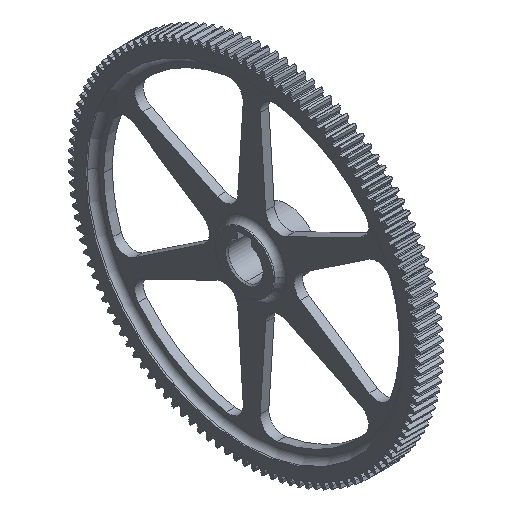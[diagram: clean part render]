
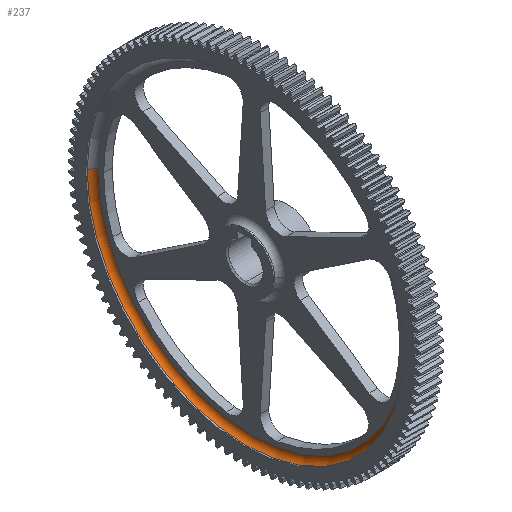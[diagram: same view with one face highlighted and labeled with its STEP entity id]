
A CAD part, isometric view. The second image highlights one B-rep face of the part: STEP entity #237.
In plain terms, the highlighted toroidal (fillet/blend) face has major radius 53 mm and minor radius 2 mm.
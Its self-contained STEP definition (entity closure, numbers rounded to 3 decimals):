
#185=CARTESIAN_POINT('Vertex',(2.5,53.,0.)) ;
#187=CARTESIAN_POINT('Vertex',(2.5,-53.,0.)) ;
#190=CARTESIAN_POINT('Axis2P3D Location',(0.5,-53.,0.)) ;
#194=CARTESIAN_POINT('Vertex',(0.5,-55.,0.)) ;
#201=CARTESIAN_POINT('Vertex',(0.5,55.,0.)) ;
#204=CARTESIAN_POINT('Axis2P3D Location',(0.5,53.,0.)) ;
#216=CARTESIAN_POINT('Axis2P3D Location',(0.5,0.,0.)) ;
#221=CARTESIAN_POINT('Axis2P3D Location',(2.5,0.,0.)) ;
#226=CARTESIAN_POINT('Axis2P3D Location',(0.5,0.,0.)) ;
#191=DIRECTION('Axis2P3D Direction',(0.,0.,-1.)) ;
#205=DIRECTION('Axis2P3D Direction',(0.,0.,1.)) ;
#217=DIRECTION('Axis2P3D Direction',(-1.,0.,0.)) ;
#218=DIRECTION('Axis2P3D XDirection',(0.,1.,0.)) ;
#222=DIRECTION('Axis2P3D Direction',(-1.,0.,0.)) ;
#227=DIRECTION('Axis2P3D Direction',(-1.,0.,0.)) ;
#192=AXIS2_PLACEMENT_3D('Circle Axis2P3D',#190,#191,$) ;
#206=AXIS2_PLACEMENT_3D('Circle Axis2P3D',#204,#205,$) ;
#219=AXIS2_PLACEMENT_3D('Torus Axis2P3D',#216,#217,#218) ;
#223=AXIS2_PLACEMENT_3D('Circle Axis2P3D',#221,#222,$) ;
#228=AXIS2_PLACEMENT_3D('Circle Axis2P3D',#226,#227,$) ;
#232=ORIENTED_EDGE('',*,*,#225,.T.) ;
#233=ORIENTED_EDGE('',*,*,#208,.T.) ;
#234=ORIENTED_EDGE('',*,*,#230,.F.) ;
#235=ORIENTED_EDGE('',*,*,#196,.F.) ;
#237=ADVANCED_FACE('22400-0210150120',(#236),#220,.F.) ;
#193=CIRCLE('generated circle',#192,2.) ;
#207=CIRCLE('generated circle',#206,2.) ;
#224=CIRCLE('generated circle',#223,53.) ;
#229=CIRCLE('generated circle',#228,55.) ;
#220=TOROIDAL_SURFACE('homeo Torus',#219,53.,2.) ;
#196=EDGE_CURVE('',#188,#195,#193,.T.) ;
#208=EDGE_CURVE('',#186,#202,#207,.T.) ;
#225=EDGE_CURVE('',#188,#186,#224,.F.) ;
#230=EDGE_CURVE('',#195,#202,#229,.F.) ;
#231=EDGE_LOOP('',(#232,#233,#234,#235)) ;
#236=FACE_OUTER_BOUND('',#231,.T.) ;
#186=VERTEX_POINT('',#185) ;
#188=VERTEX_POINT('',#187) ;
#195=VERTEX_POINT('',#194) ;
#202=VERTEX_POINT('',#201) ;
